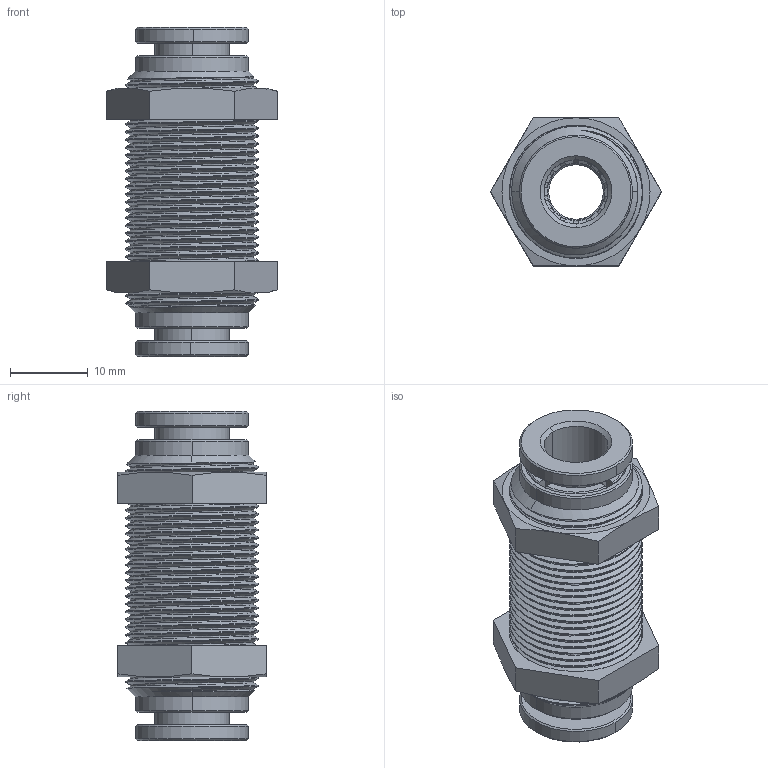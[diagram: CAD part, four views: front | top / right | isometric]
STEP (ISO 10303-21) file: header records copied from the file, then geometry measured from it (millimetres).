
FILE_DESCRIPTION (( 'STEP AP214' ), '1' );
FILE_NAME ('BUS8(5-16)W.STEP', '2018-07-05T15:42:47', ( '' ), ( '' ), 'SwSTEP 2.0', 'SolidWorks 2016', '' );
FILE_SCHEMA (( 'AUTOMOTIVE_DESIGN' ));
Length unit declared in the file: millimetre
Products named in the file (1): BUS8(5-16)W
Bounding box: 21.94 x 19 x 42.2 mm (x, y, z)
Volume: 6165.1 mm3; surface area: 9980.2 mm2
Topology: 13 solids, 13 shells, 848 faces, 2344 edges, 1528 vertices
Faces by surface type: plane 308, cone 269, cylinder 194, bspline 73, torus 4
Entity records: 48355 total; most frequent: CARTESIAN_POINT 18977, ORIENTED_EDGE 4688, DIRECTION 3592, EDGE_CURVE 2344, VERTEX_POINT 1528, AXIS2_PLACEMENT_3D 1468, EDGE_LOOP 880, UNCERTAINTY_MEASURE_WITH_UNIT 863
